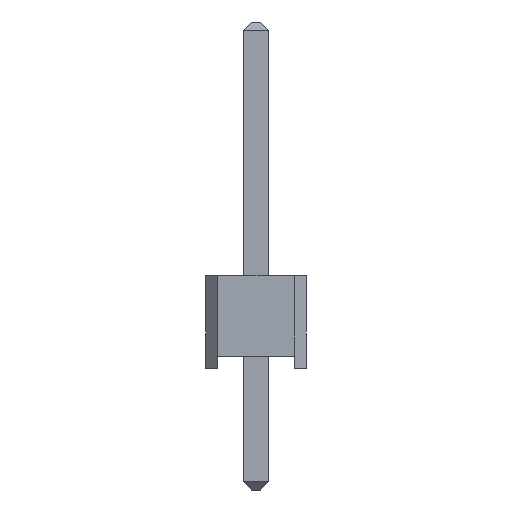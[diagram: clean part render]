
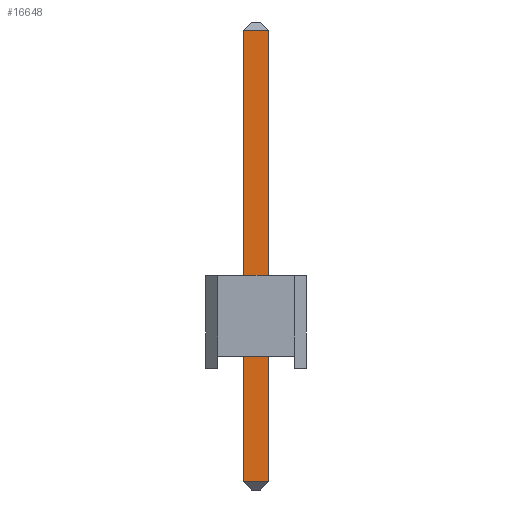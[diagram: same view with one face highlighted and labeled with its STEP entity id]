
A CAD part, left-side view. The second image highlights one B-rep face of the part: STEP entity #16648.
In plain terms, the highlighted planar face has unit normal (-1, 0, 0).
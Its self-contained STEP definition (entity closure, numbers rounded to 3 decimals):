
#16295 = PLANE('',#16296);
#16296 = AXIS2_PLACEMENT_3D('',#16297,#16298,#16299);
#16297 = CARTESIAN_POINT('',(-0.32,0.32,-3.));
#16298 = DIRECTION('',(-0.,1.,0.));
#16299 = DIRECTION('',(0.,0.,1.));
#16320 = VERTEX_POINT('',#16321);
#16321 = CARTESIAN_POINT('',(-0.32,0.32,-2.8));
#16347 = EDGE_CURVE('',#16320,#16348,#16350,.T.);
#16348 = VERTEX_POINT('',#16349);
#16349 = CARTESIAN_POINT('',(-0.32,0.32,8.34));
#16350 = SURFACE_CURVE('',#16351,(#16355,#16362),.PCURVE_S1.);
#16351 = LINE('',#16352,#16353);
#16352 = CARTESIAN_POINT('',(-0.32,0.32,-3.));
#16353 = VECTOR('',#16354,1.);
#16354 = DIRECTION('',(0.,-0.,1.));
#16355 = PCURVE('',#16295,#16356);
#16356 = DEFINITIONAL_REPRESENTATION('',(#16357),#16361);
#16357 = LINE('',#16358,#16359);
#16358 = CARTESIAN_POINT('',(0.,0.));
#16359 = VECTOR('',#16360,1.);
#16360 = DIRECTION('',(1.,0.));
#16361 = ( GEOMETRIC_REPRESENTATION_CONTEXT(2) 
PARAMETRIC_REPRESENTATION_CONTEXT() REPRESENTATION_CONTEXT('2D SPACE',''
  ) );
#16362 = PCURVE('',#16363,#16368);
#16363 = PLANE('',#16364);
#16364 = AXIS2_PLACEMENT_3D('',#16365,#16366,#16367);
#16365 = CARTESIAN_POINT('',(-0.32,-0.32,-3.));
#16366 = DIRECTION('',(-1.,0.,0.));
#16367 = DIRECTION('',(0.,0.,1.));
#16368 = DEFINITIONAL_REPRESENTATION('',(#16369),#16373);
#16369 = LINE('',#16370,#16371);
#16370 = CARTESIAN_POINT('',(0.,0.64));
#16371 = VECTOR('',#16372,1.);
#16372 = DIRECTION('',(1.,0.));
#16373 = ( GEOMETRIC_REPRESENTATION_CONTEXT(2) 
PARAMETRIC_REPRESENTATION_CONTEXT() REPRESENTATION_CONTEXT('2D SPACE',''
  ) );
#16475 = PLANE('',#16476);
#16476 = AXIS2_PLACEMENT_3D('',#16477,#16478,#16479);
#16477 = CARTESIAN_POINT('',(-0.22,-0.32,-2.9));
#16478 = DIRECTION('',(0.707,0.,0.707));
#16479 = DIRECTION('',(0.707,0.,-0.707));
#16508 = PLANE('',#16509);
#16509 = AXIS2_PLACEMENT_3D('',#16510,#16511,#16512);
#16510 = CARTESIAN_POINT('',(0.32,-0.32,-3.));
#16511 = DIRECTION('',(0.,-1.,0.));
#16512 = DIRECTION('',(0.,-0.,-1.));
#16588 = PLANE('',#16589);
#16589 = AXIS2_PLACEMENT_3D('',#16590,#16591,#16592);
#16590 = CARTESIAN_POINT('',(-0.22,-0.32,8.44));
#16591 = DIRECTION('',(-0.707,0.,0.707));
#16592 = DIRECTION('',(0.707,0.,0.707));
#16648 = ADVANCED_FACE('',(#16649),#16363,.T.);
#16649 = FACE_BOUND('',#16650,.T.);
#16650 = EDGE_LOOP('',(#16651,#16652,#16675,#16698));
#16651 = ORIENTED_EDGE('',*,*,#16347,.F.);
#16652 = ORIENTED_EDGE('',*,*,#16653,.T.);
#16653 = EDGE_CURVE('',#16320,#16654,#16656,.T.);
#16654 = VERTEX_POINT('',#16655);
#16655 = CARTESIAN_POINT('',(-0.32,-0.32,-2.8));
#16656 = SURFACE_CURVE('',#16657,(#16661,#16668),.PCURVE_S1.);
#16657 = LINE('',#16658,#16659);
#16658 = CARTESIAN_POINT('',(-0.32,-0.32,-2.8));
#16659 = VECTOR('',#16660,1.);
#16660 = DIRECTION('',(-0.,-1.,0.));
#16661 = PCURVE('',#16363,#16662);
#16662 = DEFINITIONAL_REPRESENTATION('',(#16663),#16667);
#16663 = LINE('',#16664,#16665);
#16664 = CARTESIAN_POINT('',(0.2,0.));
#16665 = VECTOR('',#16666,1.);
#16666 = DIRECTION('',(0.,-1.));
#16667 = ( GEOMETRIC_REPRESENTATION_CONTEXT(2) 
PARAMETRIC_REPRESENTATION_CONTEXT() REPRESENTATION_CONTEXT('2D SPACE',''
  ) );
#16668 = PCURVE('',#16475,#16669);
#16669 = DEFINITIONAL_REPRESENTATION('',(#16670),#16674);
#16670 = LINE('',#16671,#16672);
#16671 = CARTESIAN_POINT('',(-0.141,0.));
#16672 = VECTOR('',#16673,1.);
#16673 = DIRECTION('',(-0.,-1.));
#16674 = ( GEOMETRIC_REPRESENTATION_CONTEXT(2) 
PARAMETRIC_REPRESENTATION_CONTEXT() REPRESENTATION_CONTEXT('2D SPACE',''
  ) );
#16675 = ORIENTED_EDGE('',*,*,#16676,.T.);
#16676 = EDGE_CURVE('',#16654,#16677,#16679,.T.);
#16677 = VERTEX_POINT('',#16678);
#16678 = CARTESIAN_POINT('',(-0.32,-0.32,8.34));
#16679 = SURFACE_CURVE('',#16680,(#16684,#16691),.PCURVE_S1.);
#16680 = LINE('',#16681,#16682);
#16681 = CARTESIAN_POINT('',(-0.32,-0.32,-3.));
#16682 = VECTOR('',#16683,1.);
#16683 = DIRECTION('',(0.,0.,1.));
#16684 = PCURVE('',#16363,#16685);
#16685 = DEFINITIONAL_REPRESENTATION('',(#16686),#16690);
#16686 = LINE('',#16687,#16688);
#16687 = CARTESIAN_POINT('',(0.,0.));
#16688 = VECTOR('',#16689,1.);
#16689 = DIRECTION('',(1.,0.));
#16690 = ( GEOMETRIC_REPRESENTATION_CONTEXT(2) 
PARAMETRIC_REPRESENTATION_CONTEXT() REPRESENTATION_CONTEXT('2D SPACE',''
  ) );
#16691 = PCURVE('',#16508,#16692);
#16692 = DEFINITIONAL_REPRESENTATION('',(#16693),#16697);
#16693 = LINE('',#16694,#16695);
#16694 = CARTESIAN_POINT('',(-0.,-0.64));
#16695 = VECTOR('',#16696,1.);
#16696 = DIRECTION('',(-1.,0.));
#16697 = ( GEOMETRIC_REPRESENTATION_CONTEXT(2) 
PARAMETRIC_REPRESENTATION_CONTEXT() REPRESENTATION_CONTEXT('2D SPACE',''
  ) );
#16698 = ORIENTED_EDGE('',*,*,#16699,.T.);
#16699 = EDGE_CURVE('',#16677,#16348,#16700,.T.);
#16700 = SURFACE_CURVE('',#16701,(#16705,#16712),.PCURVE_S1.);
#16701 = LINE('',#16702,#16703);
#16702 = CARTESIAN_POINT('',(-0.32,-0.32,8.34));
#16703 = VECTOR('',#16704,1.);
#16704 = DIRECTION('',(0.,1.,-0.));
#16705 = PCURVE('',#16363,#16706);
#16706 = DEFINITIONAL_REPRESENTATION('',(#16707),#16711);
#16707 = LINE('',#16708,#16709);
#16708 = CARTESIAN_POINT('',(11.34,0.));
#16709 = VECTOR('',#16710,1.);
#16710 = DIRECTION('',(0.,1.));
#16711 = ( GEOMETRIC_REPRESENTATION_CONTEXT(2) 
PARAMETRIC_REPRESENTATION_CONTEXT() REPRESENTATION_CONTEXT('2D SPACE',''
  ) );
#16712 = PCURVE('',#16588,#16713);
#16713 = DEFINITIONAL_REPRESENTATION('',(#16714),#16718);
#16714 = LINE('',#16715,#16716);
#16715 = CARTESIAN_POINT('',(-0.141,0.));
#16716 = VECTOR('',#16717,1.);
#16717 = DIRECTION('',(0.,1.));
#16718 = ( GEOMETRIC_REPRESENTATION_CONTEXT(2) 
PARAMETRIC_REPRESENTATION_CONTEXT() REPRESENTATION_CONTEXT('2D SPACE',''
  ) );
